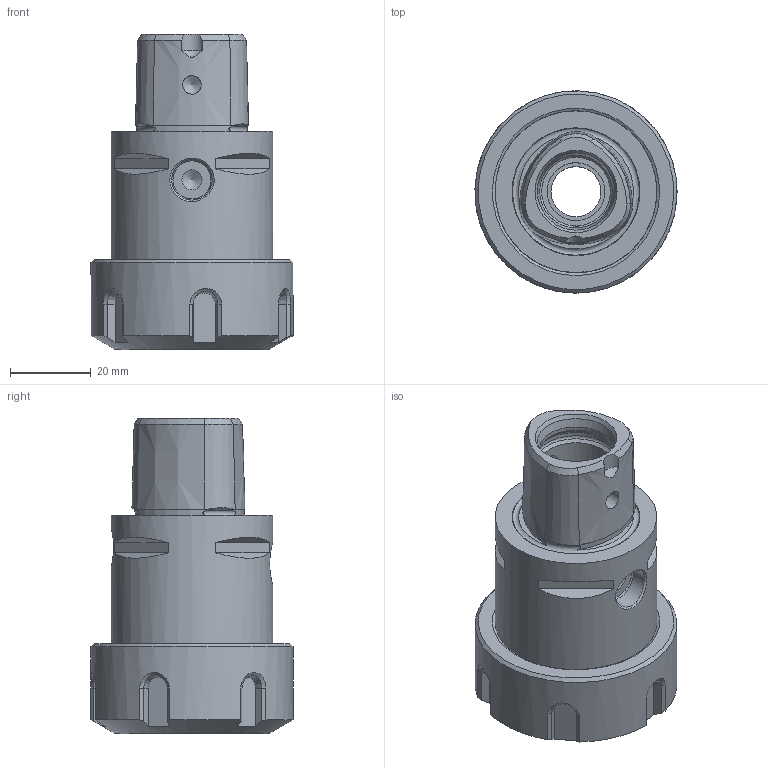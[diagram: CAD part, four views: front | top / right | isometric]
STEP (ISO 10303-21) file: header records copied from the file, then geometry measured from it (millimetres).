
FILE_DESCRIPTION(/* description */ (''),/* implementation_level */ '2;1');
FILE_NAME(/* name */ '04_20_2_54.stp',/* time_stamp */ '2022-07-27T10:00:39+02:00',/* author */ ('cad'),/* organization */ (''),/* preprocessor_version */ 'ST-DEVELOPER v18.1',/* originating_system */ 'Autodesk Inventor 2021',/* authorisation */ '');
FILE_SCHEMA (('AUTOMOTIVE_DESIGN { 1 0 10303 214 3 1 1 }'));
Length unit declared in the file: inch
Products named in the file (1): 04_20_2_54_Shrinkwrap_1
Bounding box: 49.98 x 50 x 78 mm (x, y, z)
Volume: 54195.7 mm3; surface area: 20610.9 mm2
Topology: 1 solids, 1 shells, 148 faces, 389 edges, 256 vertices
Faces by surface type: plane 50, cone 41, cylinder 35, bspline 19, torus 3
Full cylindrical faces by diameter (mm): 4.6 x2, 5 x1, 9.6 x1, 10 x1, 12.376 x1, 14.3 x1, 18 x2, 20 x1, 23 x1, 27.1 x1, 32.75 x1, 38.376 x1, 40 x1, 40.5 x1, 50 x1
Entity records: 5665 total; most frequent: CARTESIAN_POINT 1965, ORIENTED_EDGE 774, DIRECTION 678, EDGE_CURVE 387, AXIS2_PLACEMENT_3D 288, VERTEX_POINT 257, EDGE_LOOP 168, CIRCLE 150
